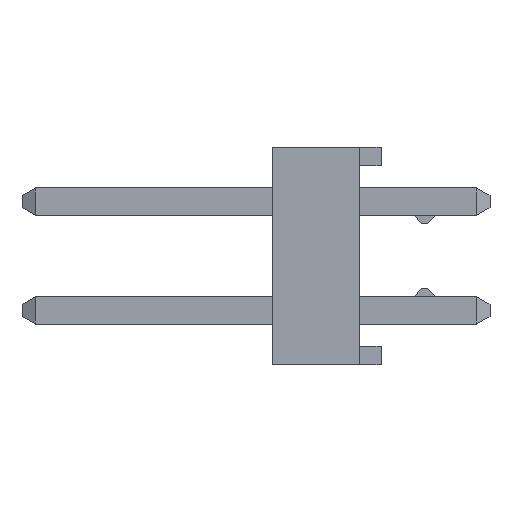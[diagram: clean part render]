
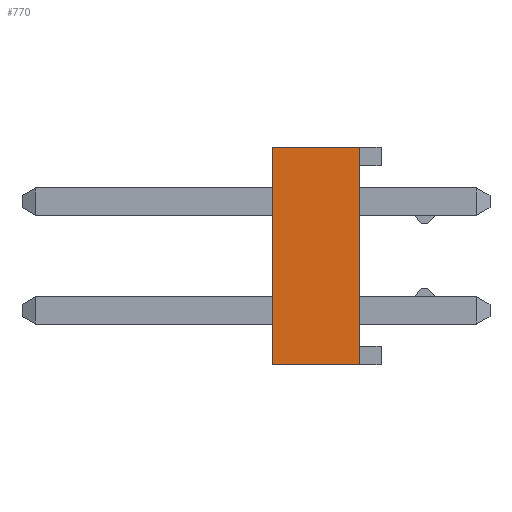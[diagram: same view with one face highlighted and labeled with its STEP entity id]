
A CAD part, left-side view. The second image highlights one B-rep face of the part: STEP entity #770.
In plain terms, the highlighted planar face has unit normal (-1, 0, 0).
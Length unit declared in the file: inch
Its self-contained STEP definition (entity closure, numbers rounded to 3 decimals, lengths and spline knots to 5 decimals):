
#770 = ADVANCED_FACE( '', ( #1691 ), #1692, .F. );
#1691 = FACE_OUTER_BOUND( '', #2751, .T. );
#1692 = PLANE( '', #2752 );
#2751 = EDGE_LOOP( '', ( #4915, #4916, #4917, #4918 ) );
#2752 = AXIS2_PLACEMENT_3D( '', #4919, #4920, #4921 );
#4915 = ORIENTED_EDGE( '', *, *, #6471, .F. );
#4916 = ORIENTED_EDGE( '', *, *, #7148, .F. );
#4917 = ORIENTED_EDGE( '', *, *, #6879, .F. );
#4918 = ORIENTED_EDGE( '', *, *, #6769, .T. );
#4919 = CARTESIAN_POINT( '', ( -0.2, 0.1, -0.1 ) );
#4920 = DIRECTION( '', ( 1., 0., 0. ) );
#4921 = DIRECTION( '', ( 0., 0., -1. ) );
#6471 = EDGE_CURVE( '', #7812, #7814, #7815, .T. );
#6769 = EDGE_CURVE( '', #8288, #7814, #8289, .T. );
#6879 = EDGE_CURVE( '', #8288, #8447, #8450, .T. );
#7148 = EDGE_CURVE( '', #8447, #7812, #8823, .T. );
#7812 = VERTEX_POINT( '', #9685 );
#7814 = VERTEX_POINT( '', #9688 );
#7815 = LINE( '', #9689, #9690 );
#8288 = VERTEX_POINT( '', #10401 );
#8289 = LINE( '', #10402, #10403 );
#8447 = VERTEX_POINT( '', #10641 );
#8450 = LINE( '', #10646, #10647 );
#8823 = LINE( '', #11225, #11226 );
#9685 = CARTESIAN_POINT( '', ( -0.2, 0.02, 0.1 ) );
#9688 = CARTESIAN_POINT( '', ( -0.2, 0.02, -0.1 ) );
#9689 = CARTESIAN_POINT( '', ( -0.2, 0.02, -0.1 ) );
#9690 = VECTOR( '', #11890, 39.37008 );
#10401 = CARTESIAN_POINT( '', ( -0.2, 0.1, -0.1 ) );
#10402 = CARTESIAN_POINT( '', ( -0.2, 0.1, -0.1 ) );
#10403 = VECTOR( '', #12129, 39.37008 );
#10641 = CARTESIAN_POINT( '', ( -0.2, 0.1, 0.1 ) );
#10646 = CARTESIAN_POINT( '', ( -0.2, 0.1, -0.1 ) );
#10647 = VECTOR( '', #12212, 39.37008 );
#11225 = CARTESIAN_POINT( '', ( -0.2, 0.1, 0.1 ) );
#11226 = VECTOR( '', #12418, 39.37008 );
#11890 = DIRECTION( '', ( 0., 0., -1. ) );
#12129 = DIRECTION( '', ( 0., -1., 0. ) );
#12212 = DIRECTION( '', ( 0., 0., 1. ) );
#12418 = DIRECTION( '', ( 0., -1., 0. ) );
